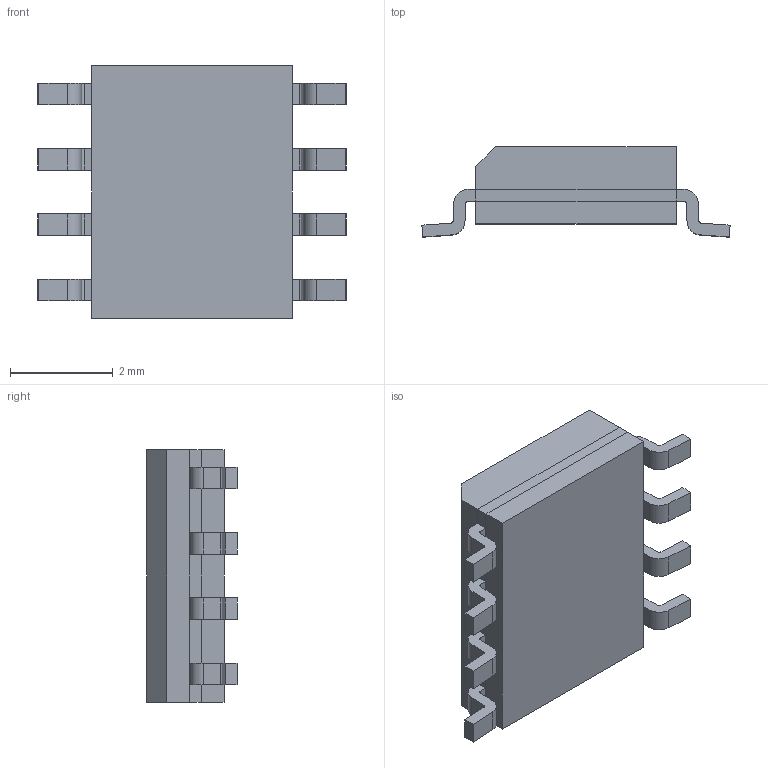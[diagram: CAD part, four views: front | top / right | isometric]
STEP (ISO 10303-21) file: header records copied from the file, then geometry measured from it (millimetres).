
FILE_DESCRIPTION (( 'STEP AP214' ), '1' );
FILE_NAME ('LT1167AIS8#TR.STEP', '2024-01-22T15:00:00', ( '' ), ( '' ), 'SwSTEP 2.0', 'SolidWorks 2021', '' );
FILE_SCHEMA (( 'AUTOMOTIVE_DESIGN' ));
Length unit declared in the file: inch
Products named in the file (1): LT1167AIS8#TR
Bounding box: 5.99 x 1.75 x 4.9 mm (x, y, z)
Volume: 29.5 mm3; surface area: 157.4 mm2
Topology: 11 solids, 11 shells, 131 faces, 327 edges, 218 vertices
Faces by surface type: plane 99, cylinder 32
Entity records: 4035 total; most frequent: CARTESIAN_POINT 677, DIRECTION 655, ORIENTED_EDGE 654, EDGE_CURVE 327, LINE 263, VECTOR 263, VERTEX_POINT 218, AXIS2_PLACEMENT_3D 196
